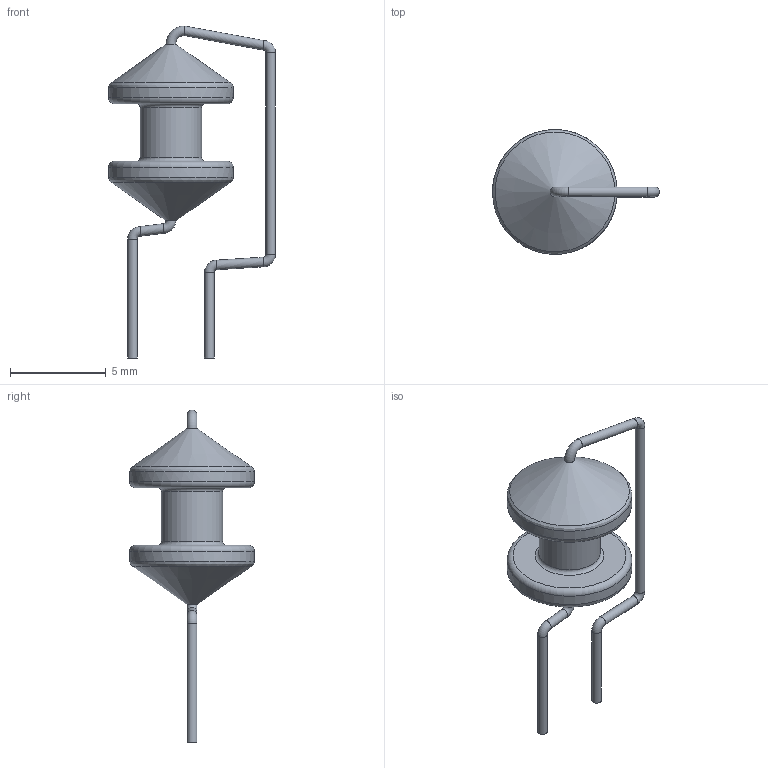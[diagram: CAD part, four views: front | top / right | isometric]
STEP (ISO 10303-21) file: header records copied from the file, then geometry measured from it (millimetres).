
FILE_DESCRIPTION(('FreeCAD Model'),'2;1');
FILE_NAME('TDK_Inductors_LBCPlus.step', '2019-08-18T02:03:10',('Author'),(''), 'Open CASCADE STEP processor 6.8','FreeCAD','Unknown');
FILE_SCHEMA(('AUTOMOTIVE_DESIGN_CC2 { 1 2 10303 214 -1 1 5 4 }'));
Length unit declared in the file: millimetre
Products named in the file (1): TDK_Inductors_LBCPlus
Bounding box: 8.7 x 6.5 x 17.3 mm (x, y, z)
Volume: 146.6 mm3; surface area: 246.2 mm2
Topology: 1 solids, 1 shells, 27 faces, 50 edges, 27 vertices
Faces by surface type: torus 10, cylinder 6, plane 4, extrusion 3, bspline 2, cone 2
Full cylindrical faces by diameter (mm): 0.5 x3, 3.2 x1, 6.5 x2
Entity records: 988 total; most frequent: CARTESIAN_POINT 243, DIRECTION 132, ORIENTED_EDGE 100, AXIS2_PLACEMENT_3D 59, EDGE_CURVE 50, CIRCLE 36, FACE_BOUND 29, EDGE_LOOP 29
